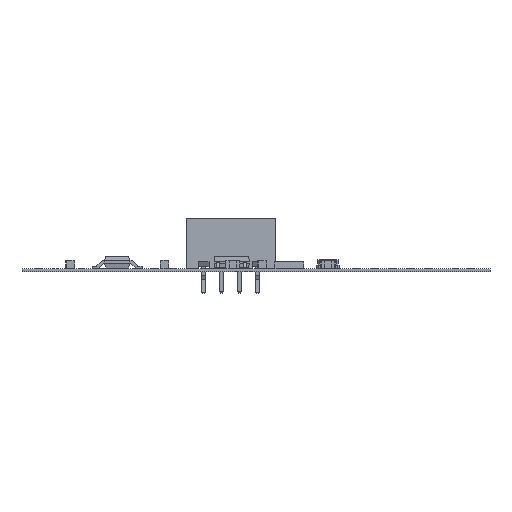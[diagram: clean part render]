
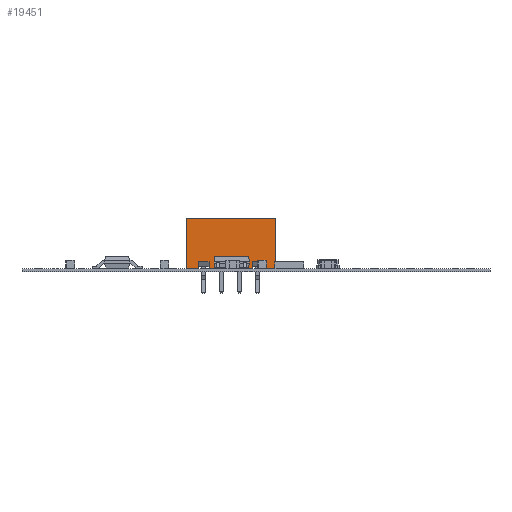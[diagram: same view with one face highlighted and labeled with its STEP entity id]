
A CAD part, front view. The second image highlights one B-rep face of the part: STEP entity #19451.
In plain terms, the highlighted planar face has unit normal (0, -1, 0).
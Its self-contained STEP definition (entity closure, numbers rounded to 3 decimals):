
#19242 = VERTEX_POINT('',#19243);
#19243 = CARTESIAN_POINT('',(-2.45,-3.4,7.));
#19249 = EDGE_CURVE('',#19242,#19250,#19252,.T.);
#19250 = VERTEX_POINT('',#19251);
#19251 = CARTESIAN_POINT('',(9.95,-3.4,7.));
#19252 = LINE('',#19253,#19254);
#19253 = CARTESIAN_POINT('',(-2.45,-3.4,7.));
#19254 = VECTOR('',#19255,1.);
#19255 = DIRECTION('',(1.,0.,0.));
#19369 = VERTEX_POINT('',#19370);
#19370 = CARTESIAN_POINT('',(-2.45,-3.4,0.));
#19417 = EDGE_CURVE('',#19369,#19242,#19418,.T.);
#19418 = LINE('',#19419,#19420);
#19419 = CARTESIAN_POINT('',(-2.45,-3.4,0.));
#19420 = VECTOR('',#19421,1.);
#19421 = DIRECTION('',(0.,0.,1.));
#19451 = ADVANCED_FACE('',(#19452),#19598,.F.);
#19452 = FACE_BOUND('',#19453,.F.);
#19453 = EDGE_LOOP('',(#19454,#19462,#19463,#19464,#19472,#19480,#19488,
    #19496,#19504,#19512,#19520,#19528,#19536,#19544,#19552,#19560,
    #19568,#19576,#19584,#19592));
#19454 = ORIENTED_EDGE('',*,*,#19455,.F.);
#19455 = EDGE_CURVE('',#19369,#19456,#19458,.T.);
#19456 = VERTEX_POINT('',#19457);
#19457 = CARTESIAN_POINT('',(-0.75,-3.4,0.));
#19458 = LINE('',#19459,#19460);
#19459 = CARTESIAN_POINT('',(-2.45,-3.4,0.));
#19460 = VECTOR('',#19461,1.);
#19461 = DIRECTION('',(1.,0.,0.));
#19462 = ORIENTED_EDGE('',*,*,#19417,.T.);
#19463 = ORIENTED_EDGE('',*,*,#19249,.T.);
#19464 = ORIENTED_EDGE('',*,*,#19465,.F.);
#19465 = EDGE_CURVE('',#19466,#19250,#19468,.T.);
#19466 = VERTEX_POINT('',#19467);
#19467 = CARTESIAN_POINT('',(9.95,-3.4,0.));
#19468 = LINE('',#19469,#19470);
#19469 = CARTESIAN_POINT('',(9.95,-3.4,0.));
#19470 = VECTOR('',#19471,1.);
#19471 = DIRECTION('',(0.,0.,1.));
#19472 = ORIENTED_EDGE('',*,*,#19473,.F.);
#19473 = EDGE_CURVE('',#19474,#19466,#19476,.T.);
#19474 = VERTEX_POINT('',#19475);
#19475 = CARTESIAN_POINT('',(8.25,-3.4,0.));
#19476 = LINE('',#19477,#19478);
#19477 = CARTESIAN_POINT('',(-2.45,-3.4,0.));
#19478 = VECTOR('',#19479,1.);
#19479 = DIRECTION('',(1.,0.,0.));
#19480 = ORIENTED_EDGE('',*,*,#19481,.F.);
#19481 = EDGE_CURVE('',#19482,#19474,#19484,.T.);
#19482 = VERTEX_POINT('',#19483);
#19483 = CARTESIAN_POINT('',(8.25,-3.4,1.));
#19484 = LINE('',#19485,#19486);
#19485 = CARTESIAN_POINT('',(8.25,-3.4,1.));
#19486 = VECTOR('',#19487,1.);
#19487 = DIRECTION('',(0.,0.,-1.));
#19488 = ORIENTED_EDGE('',*,*,#19489,.T.);
#19489 = EDGE_CURVE('',#19482,#19490,#19492,.T.);
#19490 = VERTEX_POINT('',#19491);
#19491 = CARTESIAN_POINT('',(6.75,-3.4,1.));
#19492 = LINE('',#19493,#19494);
#19493 = CARTESIAN_POINT('',(8.25,-3.4,1.));
#19494 = VECTOR('',#19495,1.);
#19495 = DIRECTION('',(-1.,0.,0.));
#19496 = ORIENTED_EDGE('',*,*,#19497,.T.);
#19497 = EDGE_CURVE('',#19490,#19498,#19500,.T.);
#19498 = VERTEX_POINT('',#19499);
#19499 = CARTESIAN_POINT('',(6.75,-3.4,0.));
#19500 = LINE('',#19501,#19502);
#19501 = CARTESIAN_POINT('',(6.75,-3.4,1.));
#19502 = VECTOR('',#19503,1.);
#19503 = DIRECTION('',(0.,0.,-1.));
#19504 = ORIENTED_EDGE('',*,*,#19505,.F.);
#19505 = EDGE_CURVE('',#19506,#19498,#19508,.T.);
#19506 = VERTEX_POINT('',#19507);
#19507 = CARTESIAN_POINT('',(5.75,-3.4,0.));
#19508 = LINE('',#19509,#19510);
#19509 = CARTESIAN_POINT('',(-2.45,-3.4,0.));
#19510 = VECTOR('',#19511,1.);
#19511 = DIRECTION('',(1.,0.,0.));
#19512 = ORIENTED_EDGE('',*,*,#19513,.F.);
#19513 = EDGE_CURVE('',#19514,#19506,#19516,.T.);
#19514 = VERTEX_POINT('',#19515);
#19515 = CARTESIAN_POINT('',(5.75,-3.4,1.));
#19516 = LINE('',#19517,#19518);
#19517 = CARTESIAN_POINT('',(5.75,-3.4,1.));
#19518 = VECTOR('',#19519,1.);
#19519 = DIRECTION('',(0.,0.,-1.));
#19520 = ORIENTED_EDGE('',*,*,#19521,.T.);
#19521 = EDGE_CURVE('',#19514,#19522,#19524,.T.);
#19522 = VERTEX_POINT('',#19523);
#19523 = CARTESIAN_POINT('',(4.25,-3.4,1.));
#19524 = LINE('',#19525,#19526);
#19525 = CARTESIAN_POINT('',(5.75,-3.4,1.));
#19526 = VECTOR('',#19527,1.);
#19527 = DIRECTION('',(-1.,0.,0.));
#19528 = ORIENTED_EDGE('',*,*,#19529,.T.);
#19529 = EDGE_CURVE('',#19522,#19530,#19532,.T.);
#19530 = VERTEX_POINT('',#19531);
#19531 = CARTESIAN_POINT('',(4.25,-3.4,0.));
#19532 = LINE('',#19533,#19534);
#19533 = CARTESIAN_POINT('',(4.25,-3.4,1.));
#19534 = VECTOR('',#19535,1.);
#19535 = DIRECTION('',(0.,0.,-1.));
#19536 = ORIENTED_EDGE('',*,*,#19537,.F.);
#19537 = EDGE_CURVE('',#19538,#19530,#19540,.T.);
#19538 = VERTEX_POINT('',#19539);
#19539 = CARTESIAN_POINT('',(3.25,-3.4,0.));
#19540 = LINE('',#19541,#19542);
#19541 = CARTESIAN_POINT('',(-2.45,-3.4,0.));
#19542 = VECTOR('',#19543,1.);
#19543 = DIRECTION('',(1.,0.,0.));
#19544 = ORIENTED_EDGE('',*,*,#19545,.F.);
#19545 = EDGE_CURVE('',#19546,#19538,#19548,.T.);
#19546 = VERTEX_POINT('',#19547);
#19547 = CARTESIAN_POINT('',(3.25,-3.4,1.));
#19548 = LINE('',#19549,#19550);
#19549 = CARTESIAN_POINT('',(3.25,-3.4,1.));
#19550 = VECTOR('',#19551,1.);
#19551 = DIRECTION('',(0.,0.,-1.));
#19552 = ORIENTED_EDGE('',*,*,#19553,.T.);
#19553 = EDGE_CURVE('',#19546,#19554,#19556,.T.);
#19554 = VERTEX_POINT('',#19555);
#19555 = CARTESIAN_POINT('',(1.75,-3.4,1.));
#19556 = LINE('',#19557,#19558);
#19557 = CARTESIAN_POINT('',(3.25,-3.4,1.));
#19558 = VECTOR('',#19559,1.);
#19559 = DIRECTION('',(-1.,0.,0.));
#19560 = ORIENTED_EDGE('',*,*,#19561,.T.);
#19561 = EDGE_CURVE('',#19554,#19562,#19564,.T.);
#19562 = VERTEX_POINT('',#19563);
#19563 = CARTESIAN_POINT('',(1.75,-3.4,0.));
#19564 = LINE('',#19565,#19566);
#19565 = CARTESIAN_POINT('',(1.75,-3.4,1.));
#19566 = VECTOR('',#19567,1.);
#19567 = DIRECTION('',(0.,0.,-1.));
#19568 = ORIENTED_EDGE('',*,*,#19569,.F.);
#19569 = EDGE_CURVE('',#19570,#19562,#19572,.T.);
#19570 = VERTEX_POINT('',#19571);
#19571 = CARTESIAN_POINT('',(0.75,-3.4,0.));
#19572 = LINE('',#19573,#19574);
#19573 = CARTESIAN_POINT('',(-2.45,-3.4,0.));
#19574 = VECTOR('',#19575,1.);
#19575 = DIRECTION('',(1.,0.,0.));
#19576 = ORIENTED_EDGE('',*,*,#19577,.F.);
#19577 = EDGE_CURVE('',#19578,#19570,#19580,.T.);
#19578 = VERTEX_POINT('',#19579);
#19579 = CARTESIAN_POINT('',(0.75,-3.4,1.));
#19580 = LINE('',#19581,#19582);
#19581 = CARTESIAN_POINT('',(0.75,-3.4,1.));
#19582 = VECTOR('',#19583,1.);
#19583 = DIRECTION('',(0.,0.,-1.));
#19584 = ORIENTED_EDGE('',*,*,#19585,.T.);
#19585 = EDGE_CURVE('',#19578,#19586,#19588,.T.);
#19586 = VERTEX_POINT('',#19587);
#19587 = CARTESIAN_POINT('',(-0.75,-3.4,1.));
#19588 = LINE('',#19589,#19590);
#19589 = CARTESIAN_POINT('',(0.75,-3.4,1.));
#19590 = VECTOR('',#19591,1.);
#19591 = DIRECTION('',(-1.,0.,0.));
#19592 = ORIENTED_EDGE('',*,*,#19593,.T.);
#19593 = EDGE_CURVE('',#19586,#19456,#19594,.T.);
#19594 = LINE('',#19595,#19596);
#19595 = CARTESIAN_POINT('',(-0.75,-3.4,1.));
#19596 = VECTOR('',#19597,1.);
#19597 = DIRECTION('',(0.,0.,-1.));
#19598 = PLANE('',#19599);
#19599 = AXIS2_PLACEMENT_3D('',#19600,#19601,#19602);
#19600 = CARTESIAN_POINT('',(-2.45,-3.4,0.));
#19601 = DIRECTION('',(0.,1.,0.));
#19602 = DIRECTION('',(1.,0.,0.));
